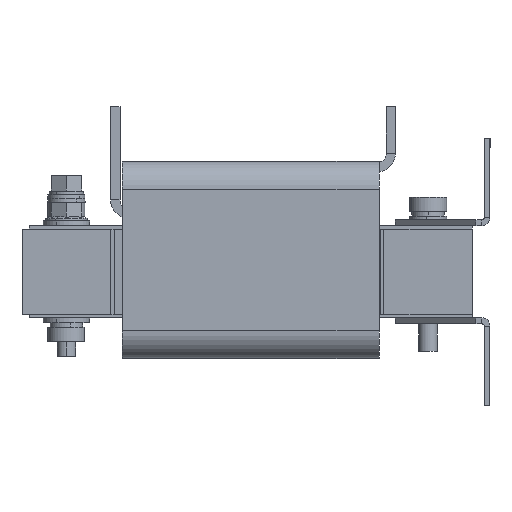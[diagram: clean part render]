
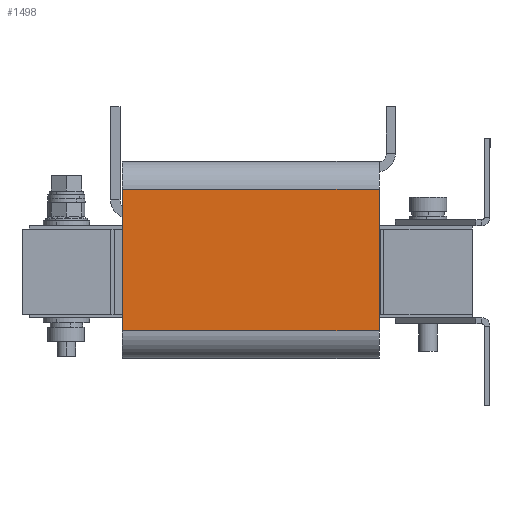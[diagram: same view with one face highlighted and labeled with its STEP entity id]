
A CAD part, left-side view. The second image highlights one B-rep face of the part: STEP entity #1498.
In plain terms, the highlighted planar face has unit normal (-1, 0, 0).
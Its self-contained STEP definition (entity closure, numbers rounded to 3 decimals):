
#169 = DIRECTION ( 'NONE',  ( 0., -1., 0. ) ) ;
#374 = AXIS2_PLACEMENT_3D ( 'NONE', #8097, #2604, #9053 ) ;
#759 = ORIENTED_EDGE ( 'NONE', *, *, #4326, .F. ) ;
#764 = CARTESIAN_POINT ( 'NONE',  ( -112.5, 55., 35.25 ) ) ;
#1254 = ORIENTED_EDGE ( 'NONE', *, *, #1996, .F. ) ;
#1498 = ADVANCED_FACE ( 'NONE', ( #9244 ), #11917, .F. ) ;
#1996 = EDGE_CURVE ( 'NONE', #7660, #8853, #12050, .T. ) ;
#2032 = CARTESIAN_POINT ( 'NONE',  ( -112.5, 55., 35.25 ) ) ;
#2604 = DIRECTION ( 'NONE',  ( 1., 0., 0. ) ) ;
#3166 = EDGE_CURVE ( 'NONE', #7236, #4876, #11126, .T. ) ;
#4326 = EDGE_CURVE ( 'NONE', #8853, #4876, #8497, .T. ) ;
#4508 = VECTOR ( 'NONE', #5207, 1000. ) ;
#4702 = CARTESIAN_POINT ( 'NONE',  ( -112.5, 55., -25.25 ) ) ;
#4872 = CARTESIAN_POINT ( 'NONE',  ( -112.5, -55., -25.25 ) ) ;
#4876 = VERTEX_POINT ( 'NONE', #11303 ) ;
#5118 = ORIENTED_EDGE ( 'NONE', *, *, #3166, .T. ) ;
#5207 = DIRECTION ( 'NONE',  ( 0., 0., 1. ) ) ;
#5437 = DIRECTION ( 'NONE',  ( 0., -1., 0. ) ) ;
#5810 = LINE ( 'NONE', #11090, #11279 ) ;
#5874 = EDGE_CURVE ( 'NONE', #7660, #7236, #5810, .T. ) ;
#6032 = CARTESIAN_POINT ( 'NONE',  ( -112.5, -55., -25.25 ) ) ;
#6392 = VECTOR ( 'NONE', #10614, 1000. ) ;
#7236 = VERTEX_POINT ( 'NONE', #4872 ) ;
#7660 = VERTEX_POINT ( 'NONE', #4702 ) ;
#8097 = CARTESIAN_POINT ( 'NONE',  ( -112.5, 55., -25.25 ) ) ;
#8497 = LINE ( 'NONE', #2032, #11154 ) ;
#8853 = VERTEX_POINT ( 'NONE', #764 ) ;
#9053 = DIRECTION ( 'NONE',  ( 0., -1., 0. ) ) ;
#9244 = FACE_OUTER_BOUND ( 'NONE', #9694, .T. ) ;
#9349 = ORIENTED_EDGE ( 'NONE', *, *, #5874, .T. ) ;
#9694 = EDGE_LOOP ( 'NONE', ( #5118, #759, #1254, #9349 ) ) ;
#10614 = DIRECTION ( 'NONE',  ( 0., 0., 1. ) ) ;
#10902 = CARTESIAN_POINT ( 'NONE',  ( -112.5, 55., -25.25 ) ) ;
#11090 = CARTESIAN_POINT ( 'NONE',  ( -112.5, 55., -25.25 ) ) ;
#11126 = LINE ( 'NONE', #6032, #6392 ) ;
#11154 = VECTOR ( 'NONE', #169, 1000. ) ;
#11279 = VECTOR ( 'NONE', #5437, 1000. ) ;
#11303 = CARTESIAN_POINT ( 'NONE',  ( -112.5, -55., 35.25 ) ) ;
#11917 = PLANE ( 'NONE',  #374 ) ;
#12050 = LINE ( 'NONE', #10902, #4508 ) ;
